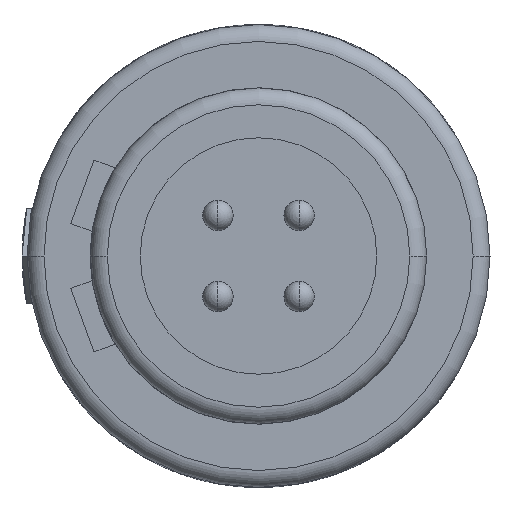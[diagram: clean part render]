
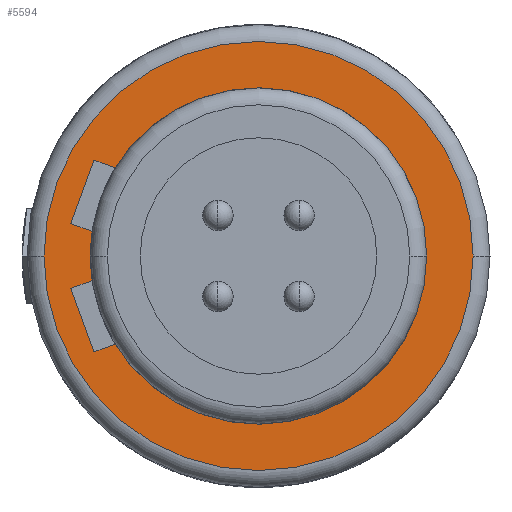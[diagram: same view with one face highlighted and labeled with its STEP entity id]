
A CAD part, left-side view. The second image highlights one B-rep face of the part: STEP entity #5594.
In plain terms, the highlighted planar face has unit normal (-1, 0, 0).
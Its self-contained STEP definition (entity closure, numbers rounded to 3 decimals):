
#1828=CARTESIAN_POINT('',(-6.7,0.,0.));
#1829=DIRECTION('',(-1.,0.,0.));
#1830=DIRECTION('',(0.,-1.,0.));
#1831=AXIS2_PLACEMENT_3D('',#1828,#1829,#1830);
#1833=CARTESIAN_POINT('',(-6.7,0.,0.));
#1834=DIRECTION('',(-1.,0.,0.));
#1835=DIRECTION('',(0.,1.,0.));
#1836=AXIS2_PLACEMENT_3D('',#1833,#1834,#1835);
#1838=DIRECTION('',(0.,0.94,-0.342));
#1839=VECTOR('',#1838,0.677);
#1840=CARTESIAN_POINT('',(-6.7,4.238,-2.607));
#1841=LINE('',#1840,#1839);
#1842=DIRECTION('',(0.,0.94,0.342));
#1843=VECTOR('',#1842,0.677);
#1844=CARTESIAN_POINT('',(-6.7,4.238,2.607));
#1845=LINE('',#1844,#1843);
#1846=DIRECTION('',(0.,-0.342,0.94));
#1847=VECTOR('',#1846,2.);
#1848=CARTESIAN_POINT('',(-6.7,5.557,0.959));
#1849=LINE('',#1848,#1847);
#1850=DIRECTION('',(0.,0.94,0.342));
#1851=VECTOR('',#1850,0.677);
#1852=CARTESIAN_POINT('',(-6.7,4.922,0.727));
#1853=LINE('',#1852,#1851);
#1854=DIRECTION('',(0.,0.94,-0.342));
#1855=VECTOR('',#1854,0.677);
#1856=CARTESIAN_POINT('',(-6.7,4.922,-0.727));
#1857=LINE('',#1856,#1855);
#1858=DIRECTION('',(0.,0.342,0.94));
#1859=VECTOR('',#1858,2.);
#1860=CARTESIAN_POINT('',(-6.7,4.873,-2.838));
#1861=LINE('',#1860,#1859);
#1896=CARTESIAN_POINT('',(-6.7,0.,0.));
#1897=DIRECTION('',(-1.,0.,0.));
#1898=DIRECTION('',(0.,1.,0.));
#1899=AXIS2_PLACEMENT_3D('',#1896,#1897,#1898);
#1914=CARTESIAN_POINT('',(-6.7,0.,0.));
#1915=DIRECTION('',(-1.,0.,0.));
#1916=DIRECTION('',(0.,0.852,-0.524));
#1917=AXIS2_PLACEMENT_3D('',#1914,#1915,#1916);
#1936=CARTESIAN_POINT('',(-6.7,0.,0.));
#1937=DIRECTION('',(1.,0.,0.));
#1938=DIRECTION('',(0.,0.852,0.524));
#1939=AXIS2_PLACEMENT_3D('',#1936,#1937,#1938);
#1946=CARTESIAN_POINT('',(-6.7,0.,0.));
#1947=DIRECTION('',(1.,0.,0.));
#1948=DIRECTION('',(0.,1.,0.));
#1949=AXIS2_PLACEMENT_3D('',#1946,#1947,#1948);
#2747=CARTESIAN_POINT('',(-6.7,-6.35,0.));
#2748=CARTESIAN_POINT('',(-6.7,6.35,0.));
#2749=VERTEX_POINT('',#2747);
#2750=VERTEX_POINT('',#2748);
#2763=CARTESIAN_POINT('',(-6.7,4.975,0.));
#2764=VERTEX_POINT('',#2763);
#2765=CARTESIAN_POINT('',(-6.7,-4.975,0.));
#2766=VERTEX_POINT('',#2765);
#3147=CARTESIAN_POINT('',(-6.7,4.873,2.838));
#3148=VERTEX_POINT('',#3147);
#3151=CARTESIAN_POINT('',(-6.7,5.557,0.959));
#3152=VERTEX_POINT('',#3151);
#3159=CARTESIAN_POINT('',(-6.7,4.873,-2.838));
#3160=VERTEX_POINT('',#3159);
#3163=CARTESIAN_POINT('',(-6.7,5.557,-0.959));
#3164=VERTEX_POINT('',#3163);
#3167=CARTESIAN_POINT('',(-6.7,4.922,0.727));
#3168=VERTEX_POINT('',#3167);
#3169=CARTESIAN_POINT('',(-6.7,4.238,2.607));
#3170=VERTEX_POINT('',#3169);
#3171=CARTESIAN_POINT('',(-6.7,4.238,-2.607));
#3172=VERTEX_POINT('',#3171);
#3173=CARTESIAN_POINT('',(-6.7,4.922,-0.727));
#3174=VERTEX_POINT('',#3173);
#5562=CARTESIAN_POINT('',(-6.7,0.,0.));
#5563=DIRECTION('',(1.,0.,0.));
#5564=DIRECTION('',(0.,-1.,0.));
#5565=AXIS2_PLACEMENT_3D('',#5562,#5563,#5564);
#5566=PLANE('',#5565);
#5568=ORIENTED_EDGE('',*,*,#5567,.F.);
#5569=ORIENTED_EDGE('',*,*,#5545,.F.);
#5570=EDGE_LOOP('',(#5568,#5569));
#5571=FACE_OUTER_BOUND('',#5570,.F.);
#5573=ORIENTED_EDGE('',*,*,#5572,.F.);
#5575=ORIENTED_EDGE('',*,*,#5574,.T.);
#5577=ORIENTED_EDGE('',*,*,#5576,.F.);
#5579=ORIENTED_EDGE('',*,*,#5578,.T.);
#5581=ORIENTED_EDGE('',*,*,#5580,.F.);
#5583=ORIENTED_EDGE('',*,*,#5582,.F.);
#5585=ORIENTED_EDGE('',*,*,#5584,.F.);
#5587=ORIENTED_EDGE('',*,*,#5586,.T.);
#5589=ORIENTED_EDGE('',*,*,#5588,.T.);
#5591=ORIENTED_EDGE('',*,*,#5590,.F.);
#5592=EDGE_LOOP('',(#5573,#5575,#5577,#5579,#5581,#5583,#5585,#5587,#5589,
#5591));
#5593=FACE_BOUND('',#5592,.F.);
#1832=CIRCLE('',#1831,6.35);
#1837=CIRCLE('',#1836,6.35);
#1900=CIRCLE('',#1899,4.975);
#1918=CIRCLE('',#1917,4.975);
#1940=CIRCLE('',#1939,4.975);
#1950=CIRCLE('',#1949,4.975);
#5545=EDGE_CURVE('',#2750,#2749,#1837,.T.);
#5567=EDGE_CURVE('',#2749,#2750,#1832,.T.);
#5572=EDGE_CURVE('',#3172,#3160,#1841,.T.);
#5574=EDGE_CURVE('',#3172,#2766,#1918,.T.);
#5576=EDGE_CURVE('',#3170,#2766,#1940,.T.);
#5578=EDGE_CURVE('',#3170,#3148,#1845,.T.);
#5580=EDGE_CURVE('',#3152,#3148,#1849,.T.);
#5582=EDGE_CURVE('',#3168,#3152,#1853,.T.);
#5584=EDGE_CURVE('',#2764,#3168,#1950,.T.);
#5586=EDGE_CURVE('',#2764,#3174,#1900,.T.);
#5588=EDGE_CURVE('',#3174,#3164,#1857,.T.);
#5590=EDGE_CURVE('',#3160,#3164,#1861,.T.);
#5594=ADVANCED_FACE('',(#5571,#5593),#5566,.F.);
